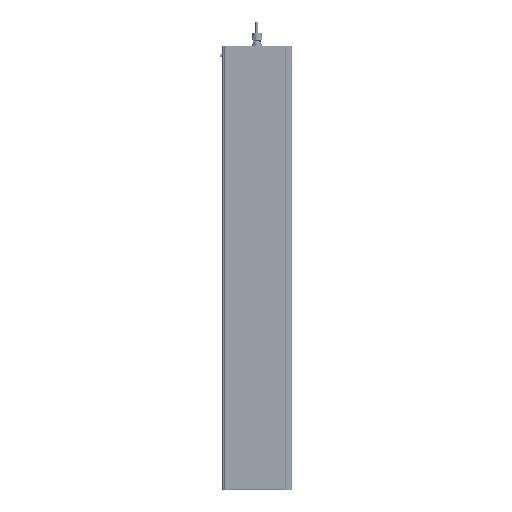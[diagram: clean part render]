
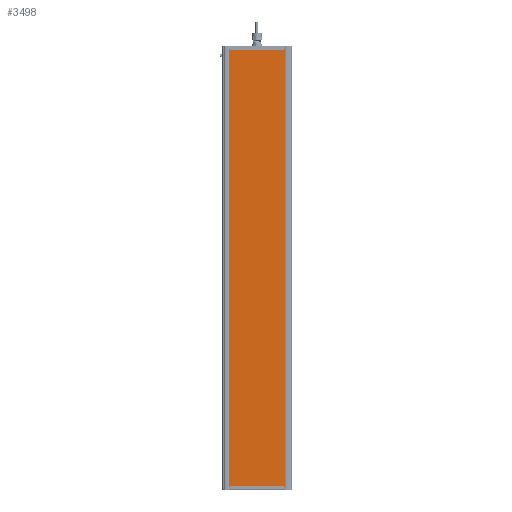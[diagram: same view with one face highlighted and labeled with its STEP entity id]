
A CAD part, front view. The second image highlights one B-rep face of the part: STEP entity #3498.
In plain terms, the highlighted face is planar.
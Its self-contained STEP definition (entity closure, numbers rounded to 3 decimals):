
#3498=ADVANCED_FACE('',(#7634),#7636,.T.);
#7634=FACE_BOUND('',#7635,.T.);
#7635=EDGE_LOOP('',(#36182,#36183,#36184,#36185));
#7636=PLANE('',#7637);
#7637=AXIS2_PLACEMENT_3D('',#7638,#7639,#7640);
#7638=CARTESIAN_POINT('',(2111.497,401.002,-34.582));
#7639=DIRECTION('',(0.,0.,-1.));
#7640=DIRECTION('',(0.,1.,0.));
#36182=ORIENTED_EDGE('',*,*,#40632,.F.);
#36183=ORIENTED_EDGE('',*,*,#40631,.T.);
#36184=ORIENTED_EDGE('',*,*,#40633,.F.);
#36185=ORIENTED_EDGE('',*,*,#40623,.F.);
#40623=EDGE_CURVE('',#44285,#44288,#44289,.T.);
#40631=EDGE_CURVE('',#44298,#44300,#44302,.T.);
#40632=EDGE_CURVE('',#44298,#44285,#44303,.T.);
#40633=EDGE_CURVE('',#44288,#44300,#44304,.T.);
#44285=VERTEX_POINT('',#52297);
#44288=VERTEX_POINT('',#52302);
#44289=LINE('',#52303,#52304);
#44298=VERTEX_POINT('',#52324);
#44300=VERTEX_POINT('',#52328);
#44302=LINE('',#52332,#52333);
#44303=LINE('',#52335,#52336);
#44304=LINE('',#52338,#52339);
#52297=CARTESIAN_POINT('',(2111.497,401.002,-34.582));
#52302=CARTESIAN_POINT('',(3307.497,401.002,-34.582));
#52303=CARTESIAN_POINT('',(2111.497,401.002,-34.582));
#52304=VECTOR('',#52305,1.);
#52305=DIRECTION('',(1.,0.,0.));
#52324=CARTESIAN_POINT('',(2111.497,565.13,-34.582));
#52328=CARTESIAN_POINT('',(3307.497,565.13,-34.582));
#52332=CARTESIAN_POINT('',(2111.497,565.13,-34.582));
#52333=VECTOR('',#52334,1.);
#52334=DIRECTION('',(1.,0.,0.));
#52335=CARTESIAN_POINT('',(2111.497,565.13,-34.582));
#52336=VECTOR('',#52337,1.);
#52337=DIRECTION('',(0.,-1.,0.));
#52338=CARTESIAN_POINT('',(3307.497,401.002,-34.582));
#52339=VECTOR('',#52340,1.);
#52340=DIRECTION('',(0.,1.,0.));
